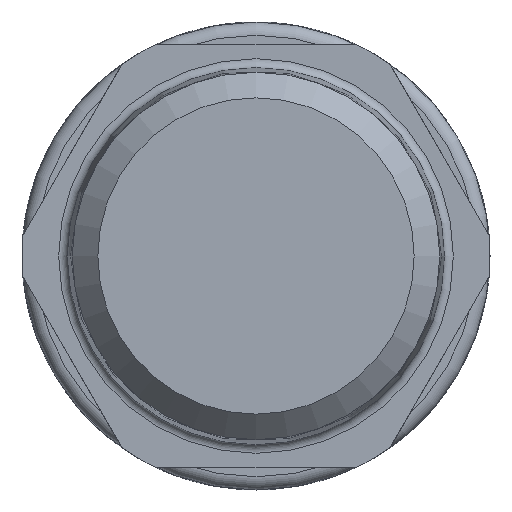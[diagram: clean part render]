
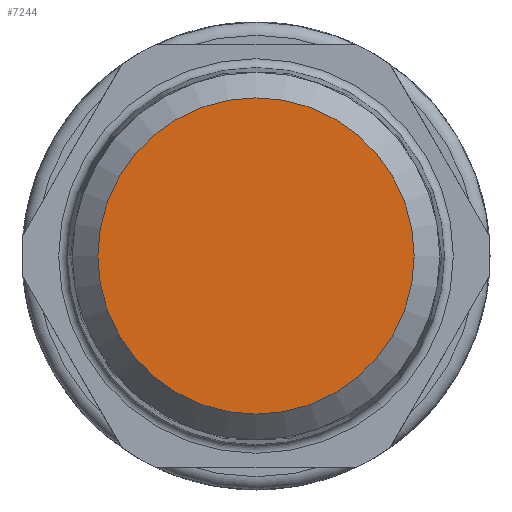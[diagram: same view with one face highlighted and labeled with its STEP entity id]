
A CAD part, left-side view. The second image highlights one B-rep face of the part: STEP entity #7244.
In plain terms, the highlighted planar face has unit normal (-1, 0, 0).
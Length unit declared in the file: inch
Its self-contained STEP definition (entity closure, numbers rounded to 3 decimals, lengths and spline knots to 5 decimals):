
#1533=FACE_OUTER_BOUND('',#1924,.T.);
#1924=EDGE_LOOP('',(#6246,#6247));
#2395=CIRCLE('',#8100,0.3526);
#2396=CIRCLE('',#8101,0.3526);
#3100=VERTEX_POINT('',#14976);
#3101=VERTEX_POINT('',#14977);
#4157=EDGE_CURVE('',#3100,#3101,#2395,.T.);
#4158=EDGE_CURVE('',#3101,#3100,#2396,.T.);
#6246=ORIENTED_EDGE('',*,*,#4157,.F.);
#6247=ORIENTED_EDGE('',*,*,#4158,.F.);
#6482=PLANE('',#8099);
#7244=ADVANCED_FACE('',(#1533),#6482,.T.);
#8099=AXIS2_PLACEMENT_3D('',#14975,#10011,#10012);
#8100=AXIS2_PLACEMENT_3D('',#14978,#10013,#10014);
#8101=AXIS2_PLACEMENT_3D('',#14979,#10015,#10016);
#10011=DIRECTION('center_axis',(-1.,0.,0.));
#10012=DIRECTION('ref_axis',(0.,0.,
-1.));
#10013=DIRECTION('center_axis',(1.,0.,0.));
#10014=DIRECTION('ref_axis',(0.,0.,
1.));
#10015=DIRECTION('center_axis',(1.,0.,0.));
#10016=DIRECTION('ref_axis',(0.,0.,
1.));
#14975=CARTESIAN_POINT('Origin',(-2.04233,-0.3526,0.));
#14976=CARTESIAN_POINT('',(-2.04233,-0.3526,0.));
#14977=CARTESIAN_POINT('',(-2.04233,0.3526,0.));
#14978=CARTESIAN_POINT('Origin',(-2.04233,0.,
0.));
#14979=CARTESIAN_POINT('Origin',(-2.04233,0.,
0.));
